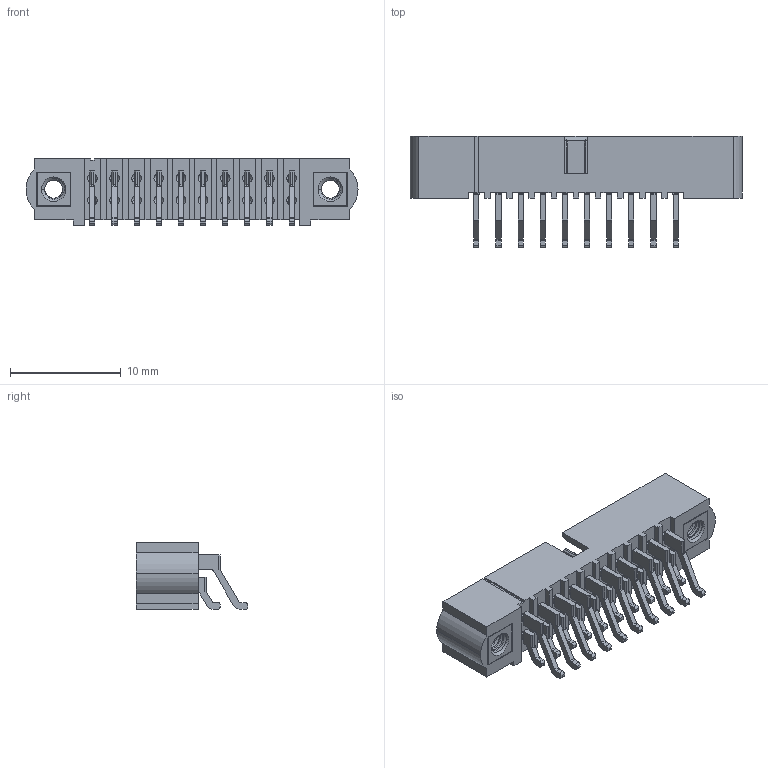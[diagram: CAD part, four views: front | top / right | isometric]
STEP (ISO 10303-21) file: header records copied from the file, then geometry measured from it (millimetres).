
FILE_DESCRIPTION(('STEP AP242'),'1');
FILE_NAME('m80-5322042.stp','2024-09-14T19:48:41',('TraceParts'),('TraceParts S.A.'),'Spatial InterOp 3D',' ',' ');
FILE_SCHEMA(('AP242_MANAGED_MODEL_BASED_3D_ENGINEERING_MIM_LF {1 0 10303 442 1 1 4}'));
Length unit declared in the file: millimetre
Products named in the file (1): m80-5322042_1
Bounding box: 30 x 10.1 x 6.05 mm (x, y, z)
Volume: 569.4 mm3; surface area: 1672.5 mm2
Topology: 23 solids, 23 shells, 1299 faces, 3553 edges, 2308 vertices
Faces by surface type: plane 827, cylinder 390, cone 58, bspline 24
Entity records: 69500 total; most frequent: CARTESIAN_POINT 15849, ORIENTED_EDGE 7106, DIRECTION 6263, STYLED_ITEM 3950, PRESENTATION_STYLE_ASSIGNMENT 3950, COLOUR_RGB 3950, EDGE_CURVE 3553, CURVE_STYLE 3527
